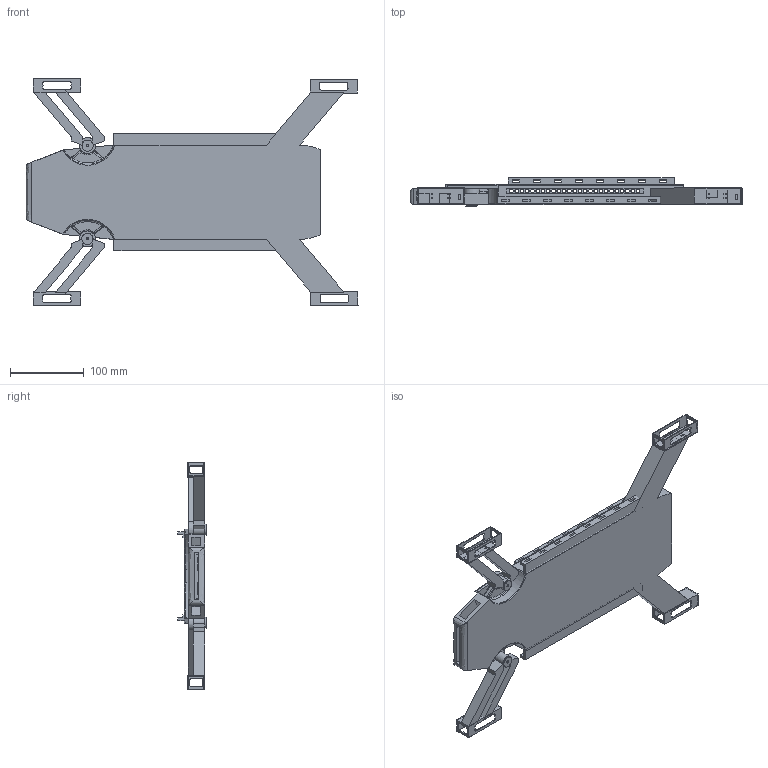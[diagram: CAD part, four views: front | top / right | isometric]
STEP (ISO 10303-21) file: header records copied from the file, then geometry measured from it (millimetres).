
FILE_DESCRIPTION(/* description */ (''),/* implementation_level */ '2;1');
FILE_NAME(/* name */ 'Frame.step',/* time_stamp */ '2026-01-11T20:39:40+02:00',/* author */ (''),/* organization */ (''),/* preprocessor_version */ 'ST-DEVELOPER v20.1',/* originating_system */ 'Autodesk Translation Framework v14.21.0.0',/* authorisation */ '');
FILE_SCHEMA (('AUTOMOTIVE_DESIGN { 1 0 10303 214 3 1 1 }'));
Length unit declared in the file: millimetre
Products named in the file (13): 2026-01-08-17-37-36-774; 2026-01-10-15-12-29-024; 2026-01-10-15-12-29-129; 2026-01-10-15-12-29-120; 2026-01-10-19-47-14-125; 2026-01-10-19-47-14-111; 2026-01-10-19-47-14-066; 2026-01-10-19-47-14-099; 2026-01-10-15-12-58-217; 2026-01-10-15-12-58-232; 2026-01-10-19-27-54-010; 2026-01-10-15-44-21-580; 2026-01-10-15-44-21-599
Assembly tree (15 placements, depth 3):
  2026-01-08-17-37-36-774
    2026-01-10-15-12-29-024
      2026-01-10-15-12-29-129
      2026-01-10-15-12-29-120
      2026-01-10-19-27-54-010  x2
      2026-01-10-19-47-14-125
      2026-01-10-19-47-14-111
      2026-01-10-19-47-14-066
      2026-01-10-19-47-14-099
    2026-01-10-15-12-58-217
      2026-01-10-19-27-54-010
    2026-01-10-15-12-58-232
      2026-01-10-19-27-54-010
    2026-01-10-15-44-21-580
    2026-01-10-15-44-21-599
Bounding box: 448.73 x 38.45 x 306.58 mm (x, y, z)
Volume: 834527.6 mm3; surface area: 303293.5 mm2
Topology: 19 solids, 19 shells, 836 faces, 2308 edges, 1506 vertices
Faces by surface type: plane 507, cylinder 207, bspline 100, torus 18, sphere 4
Full cylindrical faces by diameter (mm): 2.217 x6, 2.434 x2, 2.9 x14, 3 x2, 5.2 x75, 9.495 x2, 9.75 x2, 15 x2
Entity records: 31946 total; most frequent: CARTESIAN_POINT 14225, ORIENTED_EDGE 3736, DIRECTION 3208, EDGE_CURVE 1868, LINE 1278, VECTOR 1278, VERTEX_POINT 1218, AXIS2_PLACEMENT_3D 965
